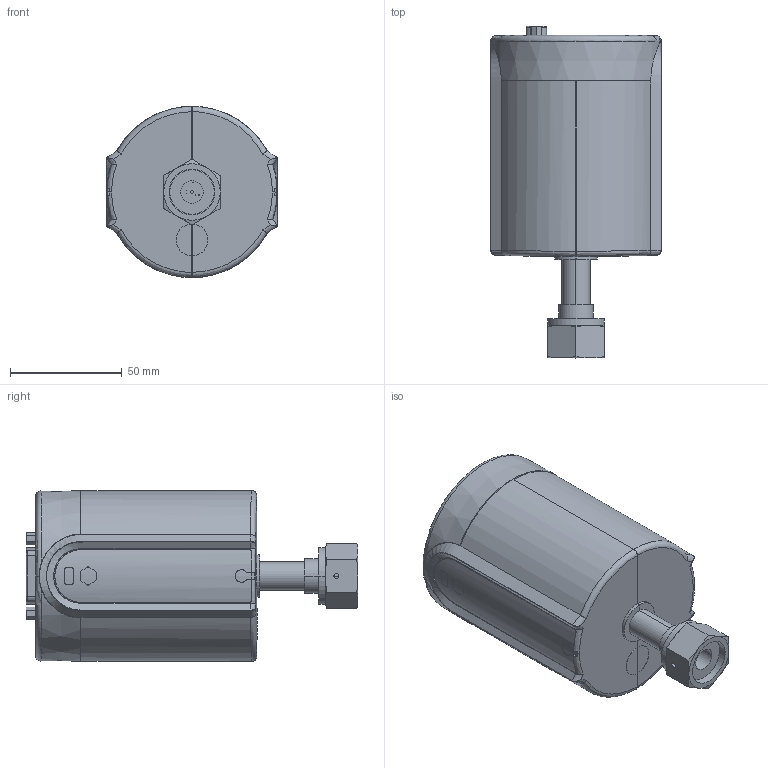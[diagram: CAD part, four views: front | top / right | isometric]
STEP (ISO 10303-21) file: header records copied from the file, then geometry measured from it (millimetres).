
FILE_DESCRIPTION (( 'STEP AP203' ), '1' );
FILE_NAME ('AA02A-FITTING DA-8VC0 FEMALE.STEP', '2013-06-28T15:12:40', ( '' ), ( '' ), 'SwSTEP 2.0', 'SolidWorks 2012', '' );
FILE_SCHEMA (( 'CONFIG_CONTROL_DESIGN' ));
Length unit declared in the file: inch
Products named in the file (1): AA02A-FITTING DA-8VC0 FEMALE
Bounding box: 76.45 x 148.58 x 76.58 mm (x, y, z)
Surface area: 54709.6 mm2 (no closed solid volume)
Topology: 0 solids, 21 shells, 261 faces, 1608 edges, 1336 vertices
Faces by surface type: cylinder 109, plane 71, bspline 36, sphere 30, cone 8, torus 7
Entity records: 21947 total; most frequent: CARTESIAN_POINT 9611, DIRECTION 2621, ORIENTED_EDGE 2076, EDGE_CURVE 1544, VERTEX_POINT 1306, AXIS2_PLACEMENT_3D 1156, CIRCLE 930, EDGE_LOOP 610
